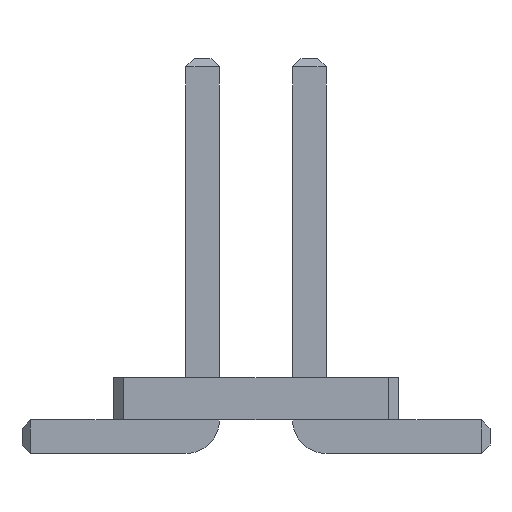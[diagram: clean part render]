
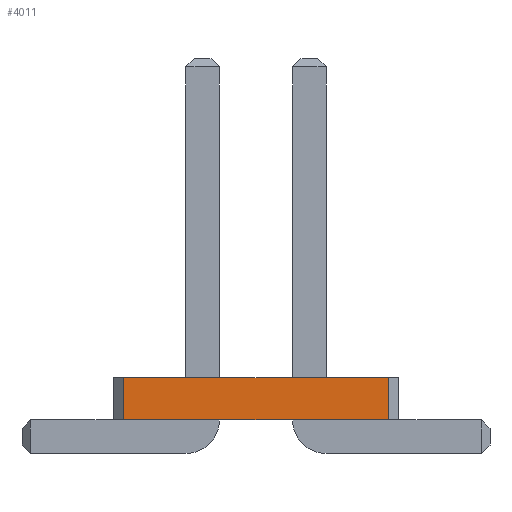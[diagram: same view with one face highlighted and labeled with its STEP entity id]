
A CAD part, front view. The second image highlights one B-rep face of the part: STEP entity #4011.
In plain terms, the highlighted planar face has unit normal (0, -1, 0).
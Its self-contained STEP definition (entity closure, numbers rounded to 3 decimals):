
#150=FACE_OUTER_BOUND('',#374,.T.);
#374=EDGE_LOOP('',(#2806,#2807,#2808,#2809));
#745=LINE('',#5899,#1261);
#747=LINE('',#5903,#1263);
#748=LINE('',#5905,#1264);
#749=LINE('',#5906,#1265);
#1261=VECTOR('',#4844,1.);
#1263=VECTOR('',#4848,1.);
#1264=VECTOR('',#4849,1.);
#1265=VECTOR('',#4850,1.);
#1698=VERTEX_POINT('',#5896);
#1699=VERTEX_POINT('',#5898);
#1700=VERTEX_POINT('',#5902);
#1701=VERTEX_POINT('',#5904);
#2111=EDGE_CURVE('',#1698,#1699,#745,.T.);
#2113=EDGE_CURVE('',#1698,#1700,#747,.T.);
#2114=EDGE_CURVE('',#1700,#1701,#748,.T.);
#2115=EDGE_CURVE('',#1699,#1701,#749,.T.);
#2806=ORIENTED_EDGE('',*,*,#2111,.F.);
#2807=ORIENTED_EDGE('',*,*,#2113,.T.);
#2808=ORIENTED_EDGE('',*,*,#2114,.T.);
#2809=ORIENTED_EDGE('',*,*,#2115,.F.);
#3567=PLANE('',#4259);
#4011=ADVANCED_FACE('',(#150),#3567,.F.);
#4259=AXIS2_PLACEMENT_3D('',#5901,#4846,#4847);
#4844=DIRECTION('',(0.,0.,1.));
#4846=DIRECTION('center_axis',(0.,1.,0.));
#4847=DIRECTION('ref_axis',(1.,0.,0.));
#4848=DIRECTION('',(1.,0.,0.));
#4849=DIRECTION('',(0.,0.,1.));
#4850=DIRECTION('',(1.,0.,0.));
#5896=CARTESIAN_POINT('',(-1.573,-3.175,0.4));
#5898=CARTESIAN_POINT('',(-1.573,-3.175,0.9));
#5899=CARTESIAN_POINT('',(-1.573,-3.175,0.4));
#5901=CARTESIAN_POINT('Origin',(-1.573,-3.175,0.4));
#5902=CARTESIAN_POINT('',(1.573,-3.175,0.4));
#5903=CARTESIAN_POINT('',(-1.573,-3.175,0.4));
#5904=CARTESIAN_POINT('',(1.573,-3.175,0.9));
#5905=CARTESIAN_POINT('',(1.573,-3.175,0.4));
#5906=CARTESIAN_POINT('',(-1.573,-3.175,0.9));
